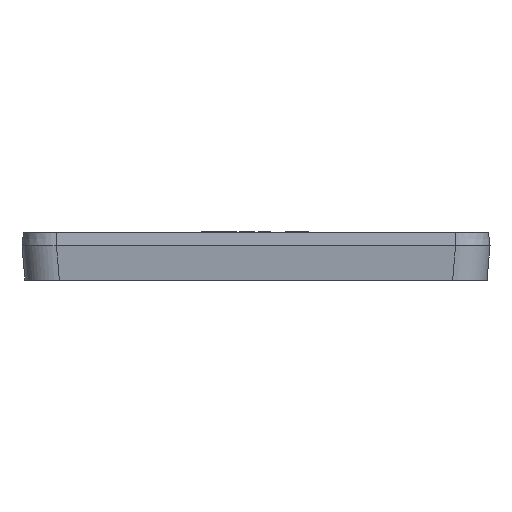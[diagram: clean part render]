
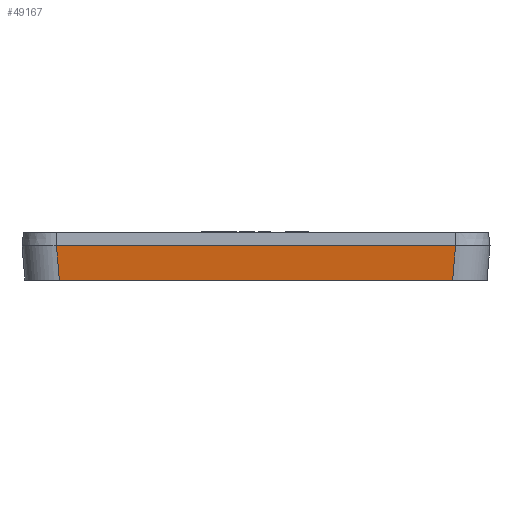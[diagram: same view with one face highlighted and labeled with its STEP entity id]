
A CAD part, front view. The second image highlights one B-rep face of the part: STEP entity #49167.
In plain terms, the highlighted planar face has unit normal (0, -0.996, -0.087).
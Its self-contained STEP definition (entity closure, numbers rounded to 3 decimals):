
#2506 = EDGE_CURVE ( 'NONE', #8081, #38255, #15064, .T. ) ;
#2770 = DIRECTION ( 'NONE',  ( 0., 0.087, -0.996 ) ) ;
#7319 = EDGE_LOOP ( 'NONE', ( #39120, #10313, #40078, #31575 ) ) ;
#7476 = CARTESIAN_POINT ( 'NONE',  ( 29.399, -117.549, -2.3 ) ) ;
#7501 = PLANE ( 'NONE',  #40335 ) ;
#8081 = VERTEX_POINT ( 'NONE', #40571 ) ;
#9391 = CARTESIAN_POINT ( 'NONE',  ( -29.548, -117.698, -0.6 ) ) ;
#10313 = ORIENTED_EDGE ( 'NONE', *, *, #57489, .F. ) ;
#10408 = CARTESIAN_POINT ( 'NONE',  ( 9.948, -117.996, 2.8 ) ) ;
#10414 = CARTESIAN_POINT ( 'NONE',  ( 29.548, -117.698, -0.6 ) ) ;
#13493 = DIRECTION ( 'NONE',  ( -1., 0., 0. ) ) ;
#15064 = B_SPLINE_CURVE_WITH_KNOTS ( 'NONE', 3,
 ( #53587, #10408, #29642, #48859 ),
 .UNSPECIFIED., .F., .F.,
 ( 4, 4 ),
 ( 0., 1. ),
 .UNSPECIFIED. ) ;
#22957 = LINE ( 'NONE', #56672, #48585 ) ;
#26713 = CARTESIAN_POINT ( 'NONE',  ( -35., -118.169, 4.785 ) ) ;
#28620 = CARTESIAN_POINT ( 'NONE',  ( -29.696, -117.847, 1.1 ) ) ;
#29642 = CARTESIAN_POINT ( 'NONE',  ( -9.948, -117.996, 2.8 ) ) ;
#29647 = CARTESIAN_POINT ( 'NONE',  ( 29.399, -117.549, -2.3 ) ) ;
#31575 = ORIENTED_EDGE ( 'NONE', *, *, #2506, .T. ) ;
#33647 = CARTESIAN_POINT ( 'NONE',  ( -29.845, -117.996, 2.8 ) ) ;
#34378 = B_SPLINE_CURVE_WITH_KNOTS ( 'NONE', 3,
 ( #34390, #53592, #10414, #29647 ),
 .UNSPECIFIED., .F., .F.,
 ( 4, 4 ),
 ( 0., 1. ),
 .UNSPECIFIED. ) ;
#34390 = CARTESIAN_POINT ( 'NONE',  ( 29.845, -117.996, 2.8 ) ) ;
#36214 = FACE_OUTER_BOUND ( 'NONE', #7319, .T. ) ;
#38255 = VERTEX_POINT ( 'NONE', #33647 ) ;
#39120 = ORIENTED_EDGE ( 'NONE', *, *, #57572, .F. ) ;
#40078 = ORIENTED_EDGE ( 'NONE', *, *, #44685, .F. ) ;
#40335 = AXIS2_PLACEMENT_3D ( 'NONE', #26713, #45958, #2770 ) ;
#40571 = CARTESIAN_POINT ( 'NONE',  ( 29.845, -117.996, 2.8 ) ) ;
#44685 = EDGE_CURVE ( 'NONE', #8081, #45111, #34378, .T. ) ;
#45111 = VERTEX_POINT ( 'NONE', #7476 ) ;
#45958 = DIRECTION ( 'NONE',  ( 0., -0.996, -0.087 ) ) ;
#47850 = CARTESIAN_POINT ( 'NONE',  ( -29.845, -117.996, 2.8 ) ) ;
#48585 = VECTOR ( 'NONE', #13493, 1000. ) ;
#48859 = CARTESIAN_POINT ( 'NONE',  ( -29.845, -117.996, 2.8 ) ) ;
#49167 = ADVANCED_FACE ( 'NONE', ( #36214 ), #7501, .T. ) ;
#52568 = CARTESIAN_POINT ( 'NONE',  ( -29.399, -117.549, -2.3 ) ) ;
#53586 = B_SPLINE_CURVE_WITH_KNOTS ( 'NONE', 3,
 ( #52568, #9391, #28620, #47850 ),
 .UNSPECIFIED., .F., .F.,
 ( 4, 4 ),
 ( 0., 1. ),
 .UNSPECIFIED. ) ;
#53587 = CARTESIAN_POINT ( 'NONE',  ( 29.845, -117.996, 2.8 ) ) ;
#53592 = CARTESIAN_POINT ( 'NONE',  ( 29.697, -117.847, 1.1 ) ) ;
#56084 = CARTESIAN_POINT ( 'NONE',  ( -29.399, -117.549, -2.3 ) ) ;
#56672 = CARTESIAN_POINT ( 'NONE',  ( 0., -117.549, -2.3 ) ) ;
#57489 = EDGE_CURVE ( 'NONE', #45111, #60613, #22957, .T. ) ;
#57572 = EDGE_CURVE ( 'NONE', #60613, #38255, #53586, .T. ) ;
#60613 = VERTEX_POINT ( 'NONE', #56084 ) ;
